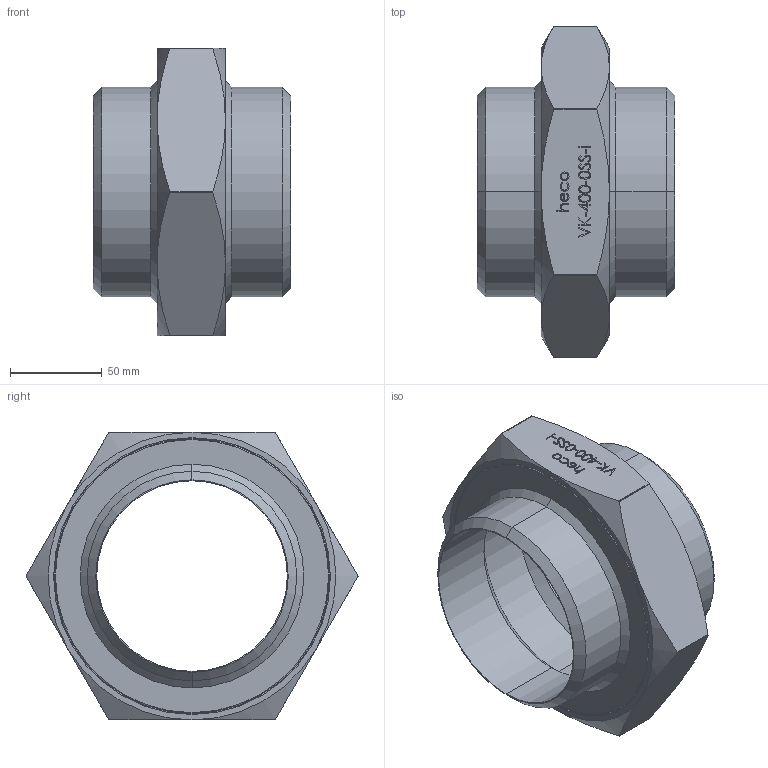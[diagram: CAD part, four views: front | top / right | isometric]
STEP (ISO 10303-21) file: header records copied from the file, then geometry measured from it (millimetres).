
FILE_DESCRIPTION (( 'STEP AP214' ), '1' );
FILE_NAME ('heco_VK-400-0SS-I.STEP', '2016-09-26T08:42:39', ( '' ), ( '' ), 'SwSTEP 2.0', 'SolidWorks 2016', '' );
FILE_SCHEMA (( 'AUTOMOTIVE_DESIGN' ));
Length unit declared in the file: millimetre
Products named in the file (1): heco_VK-400-0SS-I
Bounding box: 108 x 181.13 x 157.1 mm (x, y, z)
Volume: 535948.4 mm3; surface area: 104298.8 mm2
Topology: 1 solids, 1 shells, 247 faces, 622 edges, 404 vertices
Faces by surface type: plane 99, bspline 92, cone 28, cylinder 26, torus 2
Entity records: 14348 total; most frequent: CARTESIAN_POINT 7198, ORIENTED_EDGE 1244, DIRECTION 760, EDGE_CURVE 622, VERTEX_POINT 404, VECTOR 332, LINE 332, EDGE_LOOP 276
